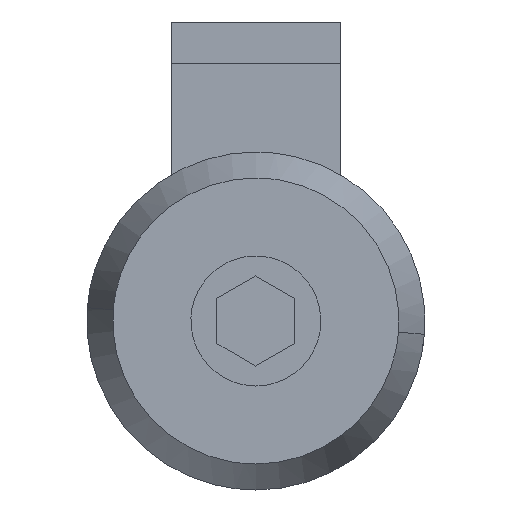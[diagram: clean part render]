
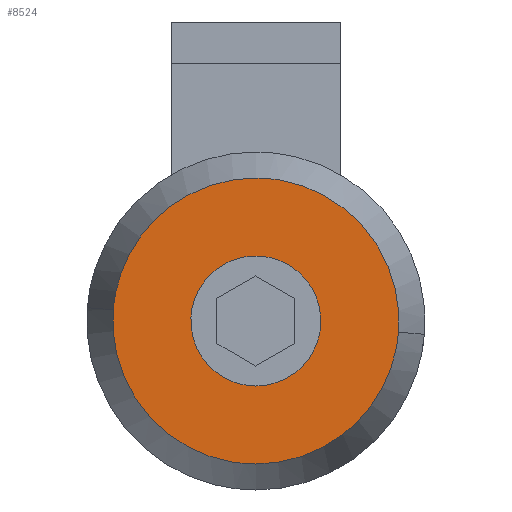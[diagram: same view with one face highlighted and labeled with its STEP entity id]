
A CAD part, front view. The second image highlights one B-rep face of the part: STEP entity #8524.
In plain terms, the highlighted free-form (B-spline) face has degree [1, 1] with [2, 2] control points.
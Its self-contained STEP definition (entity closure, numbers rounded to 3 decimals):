
#8184=CARTESIAN_POINT('',(4.965,0.,-0.59));
#8185=VERTEX_POINT('',#8184);
#8191=CARTESIAN_POINT('',(0.0,0.0,5.0));
#8192=VERTEX_POINT('',#8191);
#8193=CARTESIAN_POINT('',(4.965,0.,-0.59));
#8194=CARTESIAN_POINT('',(5.,0.0,-0.296));
#8195=CARTESIAN_POINT('',(5.0,0.0,0.));
#8196=CARTESIAN_POINT('',(5.,0.0,5.));
#8197=CARTESIAN_POINT('',(0.0,0.0,5.0));
#8205=(BOUNDED_CURVE()B_SPLINE_CURVE(2,(#8193,#8194,#8195,#8196,#8197),.UNSPECIFIED.,.F.,.U.)B_SPLINE_CURVE_WITH_KNOTS((3,2,3),(0.23,0.25,0.5),.UNSPECIFIED.)CURVE()GEOMETRIC_REPRESENTATION_ITEM()RATIONAL_B_SPLINE_CURVE((0.956,0.976,1.0,0.707,1.0))REPRESENTATION_ITEM(''));
#8206=EDGE_CURVE('',#8185,#8192,#8205,.T.);
#8208=CARTESIAN_POINT('',(-4.991,0.,0.305));
#8209=VERTEX_POINT('',#8208);
#8210=CARTESIAN_POINT('',(0.0,0.0,5.0));
#8211=CARTESIAN_POINT('',(-4.704,0.0,5.));
#8212=CARTESIAN_POINT('',(-4.991,0.,0.305));
#8220=(BOUNDED_CURVE()B_SPLINE_CURVE(2,(#8210,#8211,#8212),.UNSPECIFIED.,.F.,.U.)B_SPLINE_CURVE_WITH_KNOTS((3,3),(0.5,0.739),.UNSPECIFIED.)CURVE()GEOMETRIC_REPRESENTATION_ITEM()RATIONAL_B_SPLINE_CURVE((1.0,0.72,0.976))REPRESENTATION_ITEM(''));
#8221=EDGE_CURVE('',#8192,#8209,#8220,.T.);
#8295=CARTESIAN_POINT('',(0.0,0.0,-5.0));
#8296=VERTEX_POINT('',#8295);
#8297=CARTESIAN_POINT('',(-4.991,0.,0.305));
#8298=CARTESIAN_POINT('',(-5.,0.0,0.153));
#8299=CARTESIAN_POINT('',(-5.0,0.0,0.));
#8300=CARTESIAN_POINT('',(-5.,0.0,-5.));
#8301=CARTESIAN_POINT('',(0.0,0.0,-5.0));
#8309=(BOUNDED_CURVE()B_SPLINE_CURVE(2,(#8297,#8298,#8299,#8300,#8301),.UNSPECIFIED.,.F.,.U.)B_SPLINE_CURVE_WITH_KNOTS((3,2,3),(0.739,0.75,1.0),.UNSPECIFIED.)CURVE()GEOMETRIC_REPRESENTATION_ITEM()RATIONAL_B_SPLINE_CURVE((0.976,0.988,1.0,0.707,1.0))REPRESENTATION_ITEM(''));
#8310=EDGE_CURVE('',#8209,#8296,#8309,.T.);
#8312=CARTESIAN_POINT('',(0.0,0.0,-5.0));
#8313=CARTESIAN_POINT('',(4.441,0.0,-5.));
#8314=CARTESIAN_POINT('',(4.965,0.,-0.59));
#8322=(BOUNDED_CURVE()B_SPLINE_CURVE(2,(#8312,#8313,#8314),.UNSPECIFIED.,.F.,.U.)B_SPLINE_CURVE_WITH_KNOTS((3,3),(0.0,0.23),.UNSPECIFIED.)CURVE()GEOMETRIC_REPRESENTATION_ITEM()RATIONAL_B_SPLINE_CURVE((1.0,0.731,0.956))REPRESENTATION_ITEM(''));
#8323=EDGE_CURVE('',#8296,#8185,#8322,.T.);
#8347=CARTESIAN_POINT('',(0.0,0.0,-11.0));
#8348=VERTEX_POINT('',#8347);
#8349=CARTESIAN_POINT('',(10.966,0.,-0.863));
#8350=VERTEX_POINT('',#8349);
#8351=CARTESIAN_POINT('',(0.0,0.0,-11.0));
#8352=CARTESIAN_POINT('',(10.168,0.0,-11.0));
#8353=CARTESIAN_POINT('',(10.966,0.,-0.863));
#8361=(BOUNDED_CURVE()B_SPLINE_CURVE(2,(#8351,#8352,#8353),.UNSPECIFIED.,.F.,.U.)B_SPLINE_CURVE_WITH_KNOTS((3,3),(0.0,0.236),.UNSPECIFIED.)CURVE()GEOMETRIC_REPRESENTATION_ITEM()RATIONAL_B_SPLINE_CURVE((1.0,0.723,0.97))REPRESENTATION_ITEM(''));
#8362=EDGE_CURVE('',#8348,#8350,#8361,.T.);
#8364=CARTESIAN_POINT('',(-10.966,0.,0.863));
#8365=VERTEX_POINT('',#8364);
#8366=CARTESIAN_POINT('',(-10.966,0.,0.863));
#8367=CARTESIAN_POINT('',(-11.,0.0,0.432));
#8368=CARTESIAN_POINT('',(-11.0,0.0,0.));
#8369=CARTESIAN_POINT('',(-11.0,0.0,-11.0));
#8370=CARTESIAN_POINT('',(0.0,0.0,-11.0));
#8378=(BOUNDED_CURVE()B_SPLINE_CURVE(2,(#8366,#8367,#8368,#8369,#8370),.UNSPECIFIED.,.F.,.U.)B_SPLINE_CURVE_WITH_KNOTS((3,2,3),(0.736,0.75,1.0),.UNSPECIFIED.)CURVE()GEOMETRIC_REPRESENTATION_ITEM()RATIONAL_B_SPLINE_CURVE((0.97,0.984,1.0,0.707,1.0))REPRESENTATION_ITEM(''));
#8379=EDGE_CURVE('',#8365,#8348,#8378,.T.);
#8415=CARTESIAN_POINT('',(0.0,0.0,11.0));
#8416=VERTEX_POINT('',#8415);
#8417=CARTESIAN_POINT('',(10.966,0.,-0.863));
#8418=CARTESIAN_POINT('',(11.,0.0,-0.432));
#8419=CARTESIAN_POINT('',(11.0,0.0,0.));
#8420=CARTESIAN_POINT('',(11.0,0.0,11.0));
#8421=CARTESIAN_POINT('',(0.0,0.0,11.0));
#8429=(BOUNDED_CURVE()B_SPLINE_CURVE(2,(#8417,#8418,#8419,#8420,#8421),.UNSPECIFIED.,.F.,.U.)B_SPLINE_CURVE_WITH_KNOTS((3,2,3),(0.236,0.25,0.5),.UNSPECIFIED.)CURVE()GEOMETRIC_REPRESENTATION_ITEM()RATIONAL_B_SPLINE_CURVE((0.97,0.984,1.0,0.707,1.0))REPRESENTATION_ITEM(''));
#8430=EDGE_CURVE('',#8350,#8416,#8429,.T.);
#8437=CARTESIAN_POINT('',(0.0,0.0,11.0));
#8438=CARTESIAN_POINT('',(-10.168,0.0,11.0));
#8439=CARTESIAN_POINT('',(-10.966,0.,0.863));
#8447=(BOUNDED_CURVE()B_SPLINE_CURVE(2,(#8437,#8438,#8439),.UNSPECIFIED.,.F.,.U.)B_SPLINE_CURVE_WITH_KNOTS((3,3),(0.5,0.736),.UNSPECIFIED.)CURVE()GEOMETRIC_REPRESENTATION_ITEM()RATIONAL_B_SPLINE_CURVE((1.0,0.723,0.97))REPRESENTATION_ITEM(''));
#8448=EDGE_CURVE('',#8416,#8365,#8447,.T.);
#8507=CARTESIAN_POINT('',(-12.096,0.0,-12.099));
#8508=CARTESIAN_POINT('',(-12.096,0.0,12.099));
#8509=CARTESIAN_POINT('',(12.096,0.0,-12.099));
#8510=CARTESIAN_POINT('',(12.096,0.0,12.099));
#8511=B_SPLINE_SURFACE_WITH_KNOTS('',1,1,((#8507,#8509),(#8508,#8510)),.UNSPECIFIED.,.F.,.F.,.U.,(2,2),(2,2),(0.0,24.198),(0.0,24.191),.UNSPECIFIED.);
#8512=ORIENTED_EDGE('',*,*,#8362,.T.);
#8513=ORIENTED_EDGE('',*,*,#8430,.T.);
#8514=ORIENTED_EDGE('',*,*,#8448,.T.);
#8515=ORIENTED_EDGE('',*,*,#8379,.T.);
#8516=EDGE_LOOP('',(#8512,#8513,#8514,#8515));
#8517=FACE_OUTER_BOUND('',#8516,.T.);
#8518=ORIENTED_EDGE('',*,*,#8221,.F.);
#8519=ORIENTED_EDGE('',*,*,#8206,.F.);
#8520=ORIENTED_EDGE('',*,*,#8323,.F.);
#8521=ORIENTED_EDGE('',*,*,#8310,.F.);
#8522=EDGE_LOOP('',(#8518,#8519,#8520,#8521));
#8523=FACE_BOUND('',#8522,.T.);
#8524=ADVANCED_FACE('',(#8517,#8523),#8511,.F.);
